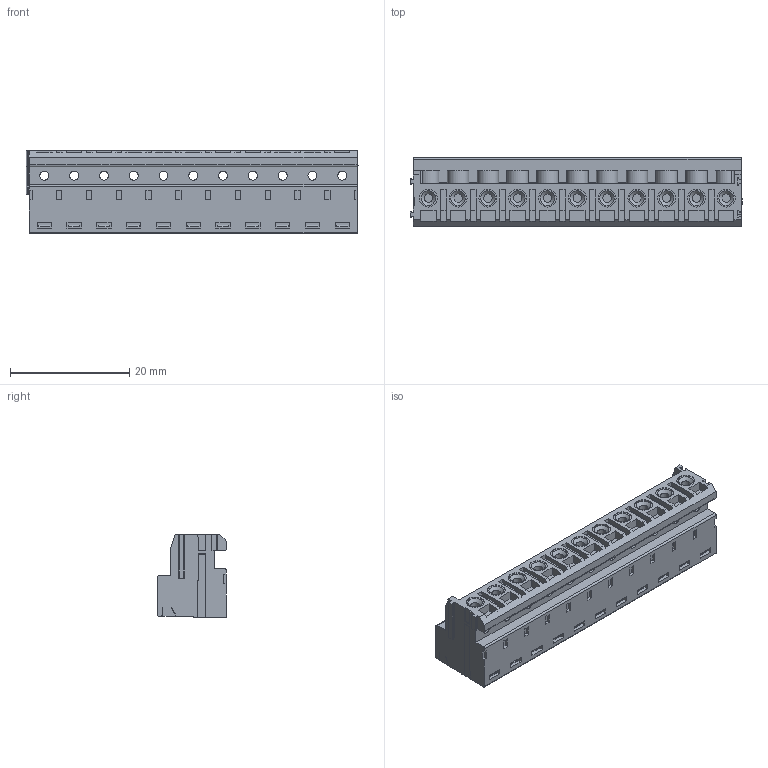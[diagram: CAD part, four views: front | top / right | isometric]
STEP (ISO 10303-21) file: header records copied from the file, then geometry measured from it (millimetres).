
FILE_DESCRIPTION(('STEP AP214'),'1');
FILE_NAME('SHCS11-5.stp','2018-11-12T16:57:32',(' '),(' '),'Spatial InterOp 3D',' ',' ');
FILE_SCHEMA(('AUTOMOTIVE_DESIGN { 1 0 10303 214 1 1 1 1 }'));
Length unit declared in the file: metre
Products named in the file (1): 1
Bounding box: 55.73 x 11.5 x 13.9 mm (x, y, z)
Volume: 5868.8 mm3; surface area: 6703 mm2
Topology: 1 solids, 1 shells, 1103 faces, 3031 edges, 2001 vertices
Faces by surface type: plane 897, cylinder 173, cone 33
Full cylindrical faces by diameter (mm): 1.45 x11, 1.5 x11, 2.6 x11, 2.7 x11, 3 x11, 3.6 x20, 3.8 x11
Entity records: 42844 total; most frequent: CARTESIAN_POINT 6455, ORIENTED_EDGE 5662, DIRECTION 5374, EDGE_CURVE 2831, LINE 2426, VECTOR 2426, VERTEX_POINT 1922, AXIS2_PLACEMENT_3D 1474
